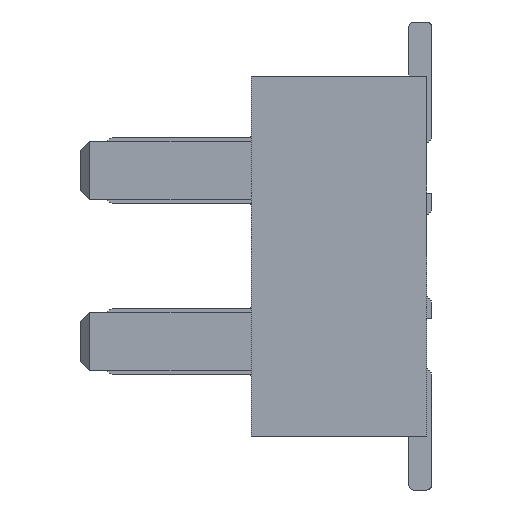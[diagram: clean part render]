
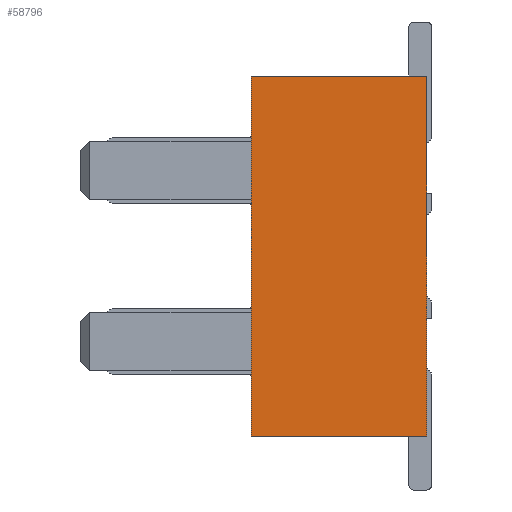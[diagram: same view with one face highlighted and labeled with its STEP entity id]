
A CAD part, left-side view. The second image highlights one B-rep face of the part: STEP entity #58796.
In plain terms, the highlighted planar face has unit normal (-1, 0, 0).
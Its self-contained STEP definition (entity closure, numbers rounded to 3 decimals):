
#15597=DIRECTION('',(0.,-1.,0.));
#15598=VECTOR('',#15597,1.95);
#15599=CARTESIAN_POINT('',(-11.35,1.95,-2.));
#15600=LINE('',#15599,#15598);
#21685=DIRECTION('',(0.,0.,-1.));
#21686=VECTOR('',#21685,4.);
#21687=CARTESIAN_POINT('',(-11.35,0.,2.));
#21688=LINE('',#21687,#21686);
#21689=DIRECTION('',(0.,0.,1.));
#21690=VECTOR('',#21689,4.);
#21691=CARTESIAN_POINT('',(-11.35,1.95,-2.));
#21692=LINE('',#21691,#21690);
#21693=DIRECTION('',(0.,-1.,0.));
#21694=VECTOR('',#21693,1.95);
#21695=CARTESIAN_POINT('',(-11.35,1.95,2.));
#21696=LINE('',#21695,#21694);
#21701=CARTESIAN_POINT('',(-11.35,0.,2.));
#21702=VERTEX_POINT('',#21701);
#21703=CARTESIAN_POINT('',(-11.35,0.,-2.));
#21704=VERTEX_POINT('',#21703);
#21749=CARTESIAN_POINT('',(-11.35,1.95,2.));
#21750=VERTEX_POINT('',#21749);
#21751=CARTESIAN_POINT('',(-11.35,1.95,-2.));
#21752=VERTEX_POINT('',#21751);
#58785=CARTESIAN_POINT('',(-11.35,0.975,0.));
#58786=DIRECTION('',(1.,0.,0.));
#58787=DIRECTION('',(0.,0.,1.));
#58788=AXIS2_PLACEMENT_3D('',#58785,#58786,#58787);
#58789=PLANE('',#58788);
#58790=ORIENTED_EDGE('',*,*,#28506,.T.);
#58791=ORIENTED_EDGE('',*,*,#50247,.F.);
#58792=ORIENTED_EDGE('',*,*,#28640,.T.);
#58793=ORIENTED_EDGE('',*,*,#28625,.T.);
#58794=EDGE_LOOP('',(#58790,#58791,#58792,#58793));
#58795=FACE_OUTER_BOUND('',#58794,.F.);
#28506=EDGE_CURVE('',#21702,#21704,#21688,.T.);
#28625=EDGE_CURVE('',#21750,#21702,#21696,.T.);
#28640=EDGE_CURVE('',#21752,#21750,#21692,.T.);
#50247=EDGE_CURVE('',#21752,#21704,#15600,.T.);
#58796=ADVANCED_FACE('',(#58795),#58789,.F.);
